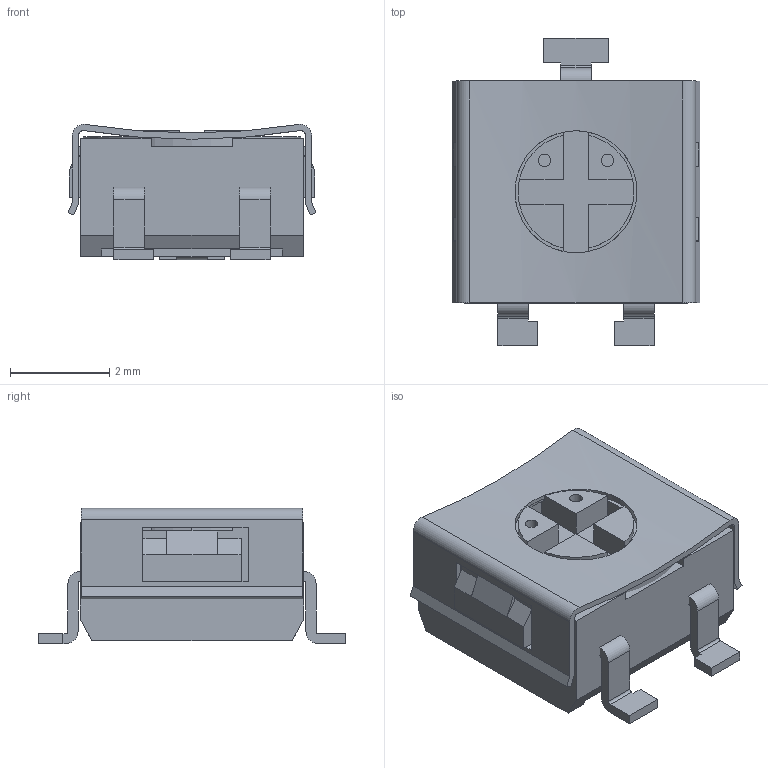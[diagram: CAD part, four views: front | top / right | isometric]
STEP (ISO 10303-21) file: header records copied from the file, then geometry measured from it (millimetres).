
FILE_DESCRIPTION((''),'2;1');
FILE_NAME('TRIM_BOURNS_3314G-2.stp','2014-11-25T12:17:53',(''),(''),'Mechanical Desktop 2011','Mechanical Desktop 2011',', , ');
FILE_SCHEMA(('AUTOMOTIVE_DESIGN { 1 2 10303 214 1 1 1 1 }'));
Length unit declared in the file: millimetre
Products named in the file (1): Product
Bounding box: 5 x 6.2 x 2.73 mm (x, y, z)
Volume: 34.6 mm3; surface area: 238 mm2
Topology: 6 solids, 6 shells, 183 faces, 490 edges, 326 vertices
Faces by surface type: plane 125, cylinder 44, bspline 14
Entity records: 5806 total; most frequent: CARTESIAN_POINT 1122, ORIENTED_EDGE 980, DIRECTION 910, EDGE_CURVE 490, VECTOR 394, LINE 394, VERTEX_POINT 326, AXIS2_PLACEMENT_3D 258
